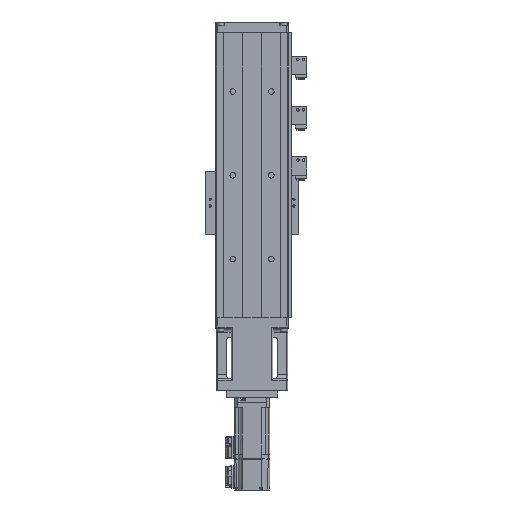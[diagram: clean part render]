
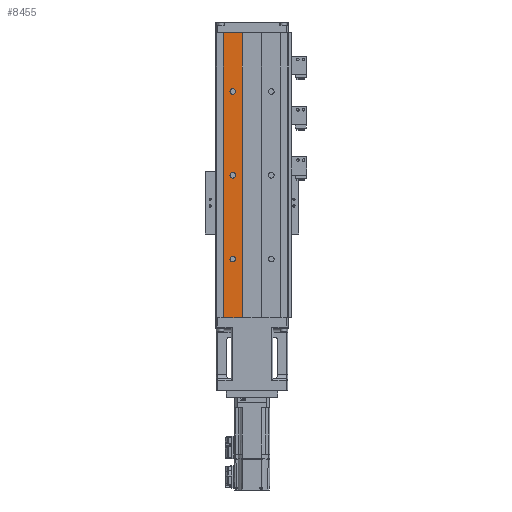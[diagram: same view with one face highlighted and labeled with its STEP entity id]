
A CAD part, front view. The second image highlights one B-rep face of the part: STEP entity #8455.
In plain terms, the highlighted planar face has unit normal (0, -1, 0).
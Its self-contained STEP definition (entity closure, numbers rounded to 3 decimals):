
#8455 = ADVANCED_FACE ( 'NONE', ( #57371, #57530, #57175, #57178 ), #65934, .T. ) ;
#10466 = VERTEX_POINT ( 'NONE', #69927 ) ;
#10467 = VERTEX_POINT ( 'NONE', #69928 ) ;
#10470 = VERTEX_POINT ( 'NONE', #69931 ) ;
#10471 = VERTEX_POINT ( 'NONE', #69932 ) ;
#10474 = VERTEX_POINT ( 'NONE', #69935 ) ;
#10475 = VERTEX_POINT ( 'NONE', #69936 ) ;
#21043 = CARTESIAN_POINT ( 'NONE',  ( -11.5, -9.9, 0. ) ) ;
#21044 = CARTESIAN_POINT ( 'NONE',  ( -11.5, -9.9, 340. ) ) ;
#21049 = CARTESIAN_POINT ( 'NONE',  ( -34., -9.9, 0. ) ) ;
#21050 = CARTESIAN_POINT ( 'NONE',  ( -34., -9.9, 340. ) ) ;
#31684 = AXIS2_PLACEMENT_3D ( 'NONE', #35278, #35285, #35286 ) ;
#31688 = AXIS2_PLACEMENT_3D ( 'NONE', #35290, #35297, #35298 ) ;
#31692 = AXIS2_PLACEMENT_3D ( 'NONE', #35302, #35309, #35310 ) ;
#34039 = CIRCLE ( 'NONE', #31684, 3.3 ) ;
#34041 = CIRCLE ( 'NONE', #31688, 3.3 ) ;
#34043 = CIRCLE ( 'NONE', #31692, 3.3 ) ;
#34299 = CIRCLE ( 'NONE', #39313, 3.3 ) ;
#34300 = CIRCLE ( 'NONE', #39302, 3.3 ) ;
#34301 = CIRCLE ( 'NONE', #39303, 3.3 ) ;
#35278 = CARTESIAN_POINT ( 'NONE',  ( -23., -9.9, 270. ) ) ;
#35285 = DIRECTION ( 'NONE',  ( 0., 1., 0. ) ) ;
#35286 = DIRECTION ( 'NONE',  ( 0., 0., -1. ) ) ;
#35290 = CARTESIAN_POINT ( 'NONE',  ( -23., -9.9, 170. ) ) ;
#35297 = DIRECTION ( 'NONE',  ( 0., 1., 0. ) ) ;
#35298 = DIRECTION ( 'NONE',  ( 0., 0., -1. ) ) ;
#35302 = CARTESIAN_POINT ( 'NONE',  ( -23., -9.9, 70. ) ) ;
#35309 = DIRECTION ( 'NONE',  ( 0., 1., 0. ) ) ;
#35310 = DIRECTION ( 'NONE',  ( 0., 0., -1. ) ) ;
#38132 = VECTOR ( 'NONE', #41413, 1000. ) ;
#38388 = VECTOR ( 'NONE', #41862, 1000. ) ;
#39302 = AXIS2_PLACEMENT_3D ( 'NONE', #44712, #44713, #44714 ) ;
#39303 = AXIS2_PLACEMENT_3D ( 'NONE', #44715, #44716, #44717 ) ;
#39305 = VECTOR ( 'NONE', #44691, 1000. ) ;
#39313 = AXIS2_PLACEMENT_3D ( 'NONE', #44685, #44710, #44711 ) ;
#39318 = VECTOR ( 'NONE', #44706, 1000. ) ;
#39818 = VERTEX_POINT ( 'NONE', #21043 ) ;
#39819 = VERTEX_POINT ( 'NONE', #21044 ) ;
#39825 = VERTEX_POINT ( 'NONE', #21049 ) ;
#39827 = VERTEX_POINT ( 'NONE', #21050 ) ;
#41411 = LINE ( 'NONE', #41412, #38132 ) ;
#41412 = CARTESIAN_POINT ( 'NONE',  ( 42.5, -9.9, 340. ) ) ;
#41413 = DIRECTION ( 'NONE',  ( 1., 0., 0. ) ) ;
#41860 = LINE ( 'NONE', #41861, #38388 ) ;
#41861 = CARTESIAN_POINT ( 'NONE',  ( -33.6, -9.9, 0. ) ) ;
#41862 = DIRECTION ( 'NONE',  ( 1., 0., 0. ) ) ;
#44685 = CARTESIAN_POINT ( 'NONE',  ( -23., -9.9, 70. ) ) ;
#44689 = LINE ( 'NONE', #44690, #39305 ) ;
#44690 = CARTESIAN_POINT ( 'NONE',  ( -11.5, -9.9, 0. ) ) ;
#44691 = DIRECTION ( 'NONE',  ( 0., 0., 1. ) ) ;
#44704 = LINE ( 'NONE', #44705, #39318 ) ;
#44705 = CARTESIAN_POINT ( 'NONE',  ( -34., -9.9, 0. ) ) ;
#44706 = DIRECTION ( 'NONE',  ( 0., 0., -1. ) ) ;
#44710 = DIRECTION ( 'NONE',  ( 0., 1., 0. ) ) ;
#44711 = DIRECTION ( 'NONE',  ( 0., 0., -1. ) ) ;
#44712 = CARTESIAN_POINT ( 'NONE',  ( -23., -9.9, 170. ) ) ;
#44713 = DIRECTION ( 'NONE',  ( 0., 1., 0. ) ) ;
#44714 = DIRECTION ( 'NONE',  ( 0., 0., -1. ) ) ;
#44715 = CARTESIAN_POINT ( 'NONE',  ( -23., -9.9, 270. ) ) ;
#44716 = DIRECTION ( 'NONE',  ( 0., 1., 0. ) ) ;
#44717 = DIRECTION ( 'NONE',  ( 0., 0., -1. ) ) ;
#51291 = EDGE_CURVE ( 'NONE', #10475, #10474, #34039, .T. ) ;
#51295 = EDGE_CURVE ( 'NONE', #10471, #10470, #34041, .T. ) ;
#51299 = EDGE_CURVE ( 'NONE', #10467, #10466, #34043, .T. ) ;
#53668 = EDGE_CURVE ( 'NONE', #39827, #39819, #41411, .T. ) ;
#53805 = EDGE_CURVE ( 'NONE', #39825, #39818, #41860, .T. ) ;
#57175 = FACE_BOUND ( 'NONE', #63049, .T. ) ;
#57178 = FACE_BOUND ( 'NONE', #63047, .T. ) ;
#57371 = FACE_OUTER_BOUND ( 'NONE', #63053, .T. ) ;
#57530 = FACE_BOUND ( 'NONE', #63051, .T. ) ;
#57600 = AXIS2_PLACEMENT_3D ( 'NONE', #65935, #65936, #65937 ) ;
#58303 = EDGE_CURVE ( 'NONE', #39818, #39819, #44689, .T. ) ;
#58308 = EDGE_CURVE ( 'NONE', #39827, #39825, #44704, .T. ) ;
#58310 = EDGE_CURVE ( 'NONE', #10466, #10467, #34299, .T. ) ;
#58311 = EDGE_CURVE ( 'NONE', #10470, #10471, #34300, .T. ) ;
#58312 = EDGE_CURVE ( 'NONE', #10474, #10475, #34301, .T. ) ;
#59504 = ORIENTED_EDGE ( 'NONE', *, *, #58312, .T. ) ;
#59507 = ORIENTED_EDGE ( 'NONE', *, *, #51291, .T. ) ;
#59510 = ORIENTED_EDGE ( 'NONE', *, *, #58311, .T. ) ;
#59512 = ORIENTED_EDGE ( 'NONE', *, *, #51295, .T. ) ;
#59515 = ORIENTED_EDGE ( 'NONE', *, *, #58310, .T. ) ;
#59518 = ORIENTED_EDGE ( 'NONE', *, *, #51299, .T. ) ;
#59520 = ORIENTED_EDGE ( 'NONE', *, *, #53805, .T. ) ;
#59526 = ORIENTED_EDGE ( 'NONE', *, *, #53668, .F. ) ;
#59529 = ORIENTED_EDGE ( 'NONE', *, *, #58303, .T. ) ;
#59534 = ORIENTED_EDGE ( 'NONE', *, *, #58308, .T. ) ;
#63047 = EDGE_LOOP ( 'NONE', ( #59507, #59504 ) ) ;
#63049 = EDGE_LOOP ( 'NONE', ( #59512, #59510 ) ) ;
#63051 = EDGE_LOOP ( 'NONE', ( #59518, #59515 ) ) ;
#63053 = EDGE_LOOP ( 'NONE', ( #59529, #59526, #59534, #59520 ) ) ;
#65934 = PLANE ( 'NONE',  #57600 ) ;
#65935 = CARTESIAN_POINT ( 'NONE',  ( -33.6, -9.9, 0. ) ) ;
#65936 = DIRECTION ( 'NONE',  ( 0., -1., 0. ) ) ;
#65937 = DIRECTION ( 'NONE',  ( 0., 0., -1. ) ) ;
#69927 = CARTESIAN_POINT ( 'NONE',  ( -23., -9.9, 73.3 ) ) ;
#69928 = CARTESIAN_POINT ( 'NONE',  ( -23., -9.9, 66.7 ) ) ;
#69931 = CARTESIAN_POINT ( 'NONE',  ( -23., -9.9, 173.3 ) ) ;
#69932 = CARTESIAN_POINT ( 'NONE',  ( -23., -9.9, 166.7 ) ) ;
#69935 = CARTESIAN_POINT ( 'NONE',  ( -23., -9.9, 273.3 ) ) ;
#69936 = CARTESIAN_POINT ( 'NONE',  ( -23., -9.9, 266.7 ) ) ;
